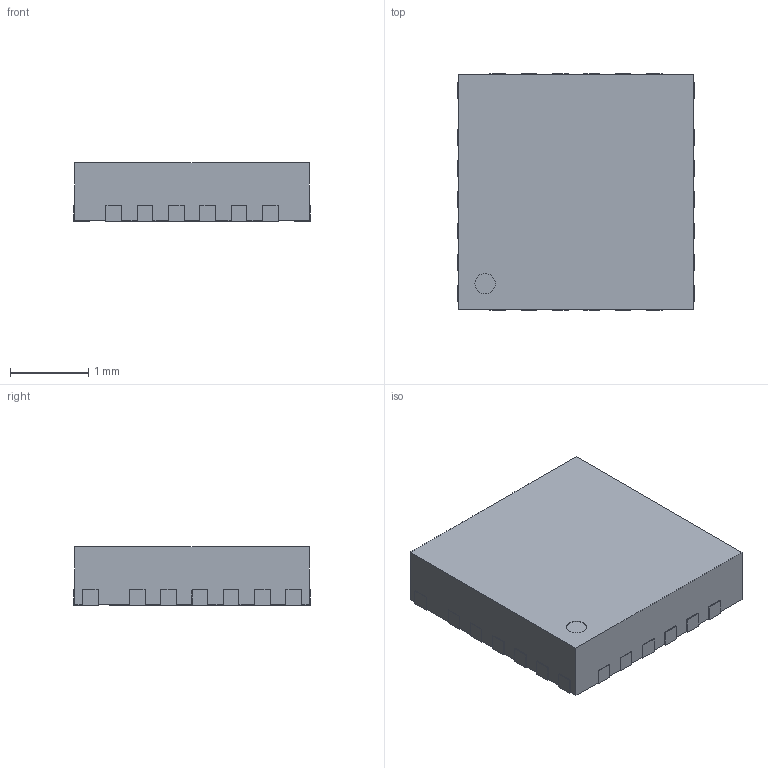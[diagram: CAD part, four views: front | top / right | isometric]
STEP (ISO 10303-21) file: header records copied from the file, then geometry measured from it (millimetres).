
FILE_DESCRIPTION (( 'STEP AP214' ), '1' );
FILE_NAME ('QFN-26C_3x3.STEP', '2025-06-27T10:50:26', ( '' ), ( '' ), 'SwSTEP 2.0', 'SolidWorks 2025', '' );
FILE_SCHEMA (( 'AUTOMOTIVE_DESIGN' ));
Length unit declared in the file: millimetre
Products named in the file (1): QFN-26C_3x3
Bounding box: 3.02 x 3.02 x 0.75 mm (x, y, z)
Volume: 6.7 mm3; surface area: 27.4 mm2
Topology: 1 solids, 1 shells, 220 faces, 651 edges, 434 vertices
Faces by surface type: plane 168, cylinder 52
Entity records: 9742 total; most frequent: CARTESIAN_POINT 1306, ORIENTED_EDGE 1302, DIRECTION 1197, EDGE_CURVE 651, VECTOR 547, LINE 547, VERTEX_POINT 434, AXIS2_PLACEMENT_3D 325
